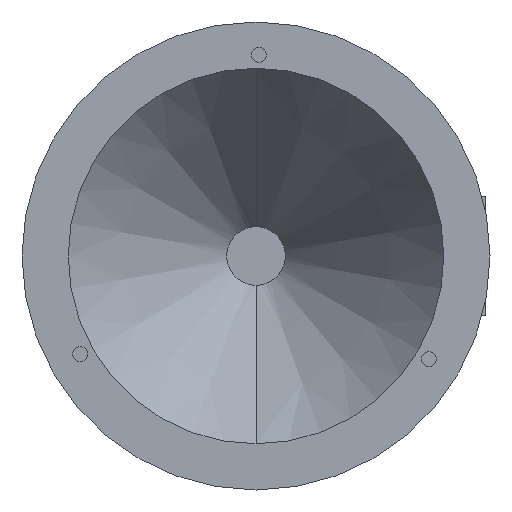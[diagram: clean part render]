
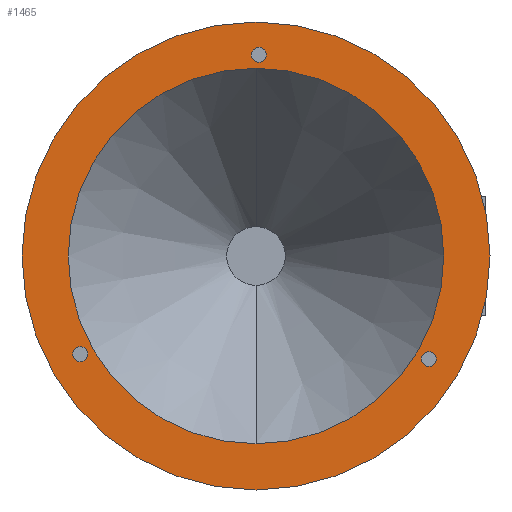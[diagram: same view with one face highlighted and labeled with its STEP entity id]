
A CAD part, front view. The second image highlights one B-rep face of the part: STEP entity #1465.
In plain terms, the highlighted planar face has unit normal (0, -1, 0).
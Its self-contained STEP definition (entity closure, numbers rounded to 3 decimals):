
#28 = VERTEX_POINT ( 'NONE', #846 ) ;
#50 = DIRECTION ( 'NONE',  ( 0., 0., -1. ) ) ;
#57 = CARTESIAN_POINT ( 'NONE',  ( 1.441, 0., 97.723 ) ) ;
#66 = EDGE_CURVE ( 'NONE', #126, #636, #1018, .T. ) ;
#77 = VERTEX_POINT ( 'NONE', #1219 ) ;
#94 = EDGE_CURVE ( 'NONE', #77, #367, #99, .T. ) ;
#96 = ORIENTED_EDGE ( 'NONE', *, *, #788, .F. ) ;
#98 = CARTESIAN_POINT ( 'NONE',  ( 0., 0., 0. ) ) ;
#99 = CIRCLE ( 'NONE', #614, 118. ) ;
#120 = CARTESIAN_POINT ( 'NONE',  ( 87.164, 0., -55.745 ) ) ;
#126 = VERTEX_POINT ( 'NONE', #57 ) ;
#127 = AXIS2_PLACEMENT_3D ( 'NONE', #524, #1355, #637 ) ;
#140 = FACE_BOUND ( 'NONE', #504, .T. ) ;
#193 = DIRECTION ( 'NONE',  ( 0., 0., -1. ) ) ;
#218 = DIRECTION ( 'NONE',  ( 0., 0., 1. ) ) ;
#232 = PLANE ( 'NONE',  #794 ) ;
#261 = CARTESIAN_POINT ( 'NONE',  ( 0., 0., 0. ) ) ;
#286 = CARTESIAN_POINT ( 'NONE',  ( 0., 0., 0. ) ) ;
#306 = EDGE_CURVE ( 'NONE', #28, #1201, #714, .T. ) ;
#320 = VERTEX_POINT ( 'NONE', #901 ) ;
#322 = DIRECTION ( 'NONE',  ( 0., -1., 0. ) ) ;
#326 = EDGE_CURVE ( 'NONE', #367, #77, #450, .T. ) ;
#340 = EDGE_LOOP ( 'NONE', ( #731, #1234 ) ) ;
#349 = CIRCLE ( 'NONE', #903, 3.757 ) ;
#365 = AXIS2_PLACEMENT_3D ( 'NONE', #1015, #322, #1141 ) ;
#367 = VERTEX_POINT ( 'NONE', #1028 ) ;
#370 = EDGE_CURVE ( 'NONE', #1225, #1437, #640, .T. ) ;
#372 = DIRECTION ( 'NONE',  ( 0., 0., -1. ) ) ;
#397 = DIRECTION ( 'NONE',  ( 0., 0., 1. ) ) ;
#411 = ORIENTED_EDGE ( 'NONE', *, *, #1295, .F. ) ;
#414 = CARTESIAN_POINT ( 'NONE',  ( -88.604, 0., -53.249 ) ) ;
#425 = EDGE_LOOP ( 'NONE', ( #1153, #540 ) ) ;
#435 = DIRECTION ( 'NONE',  ( 0., -1., 0. ) ) ;
#445 = FACE_BOUND ( 'NONE', #340, .T. ) ;
#450 = CIRCLE ( 'NONE', #516, 118. ) ;
#464 = AXIS2_PLACEMENT_3D ( 'NONE', #261, #1072, #372 ) ;
#473 = AXIS2_PLACEMENT_3D ( 'NONE', #1451, #736, #50 ) ;
#504 = EDGE_LOOP ( 'NONE', ( #686, #411 ) ) ;
#514 = FACE_BOUND ( 'NONE', #425, .T. ) ;
#516 = AXIS2_PLACEMENT_3D ( 'NONE', #98, #906, #218 ) ;
#524 = CARTESIAN_POINT ( 'NONE',  ( 87.164, 0., -51.988 ) ) ;
#540 = ORIENTED_EDGE ( 'NONE', *, *, #967, .F. ) ;
#554 = ORIENTED_EDGE ( 'NONE', *, *, #326, .F. ) ;
#560 = CARTESIAN_POINT ( 'NONE',  ( 0., 0., 0. ) ) ;
#593 = DIRECTION ( 'NONE',  ( 0., -1., 0. ) ) ;
#607 = AXIS2_PLACEMENT_3D ( 'NONE', #1311, #593, #1433 ) ;
#614 = AXIS2_PLACEMENT_3D ( 'NONE', #286, #1100, #397 ) ;
#636 = VERTEX_POINT ( 'NONE', #1077 ) ;
#637 = DIRECTION ( 'NONE',  ( 0., 0., -1. ) ) ;
#640 = CIRCLE ( 'NONE', #746, 94.698 ) ;
#657 = CARTESIAN_POINT ( 'NONE',  ( 1.441, 0., 101.48 ) ) ;
#667 = CIRCLE ( 'NONE', #464, 94.698 ) ;
#686 = ORIENTED_EDGE ( 'NONE', *, *, #66, .F. ) ;
#709 = CIRCLE ( 'NONE', #607, 3.757 ) ;
#714 = CIRCLE ( 'NONE', #365, 3.757 ) ;
#722 = CIRCLE ( 'NONE', #127, 3.757 ) ;
#731 = ORIENTED_EDGE ( 'NONE', *, *, #370, .F. ) ;
#736 = DIRECTION ( 'NONE',  ( 0., -1., 0. ) ) ;
#746 = AXIS2_PLACEMENT_3D ( 'NONE', #560, #1394, #193 ) ;
#775 = ORIENTED_EDGE ( 'NONE', *, *, #94, .F. ) ;
#778 = DIRECTION ( 'NONE',  ( 0., 0., -1. ) ) ;
#788 = EDGE_CURVE ( 'NONE', #1201, #28, #1494, .T. ) ;
#794 = AXIS2_PLACEMENT_3D ( 'NONE', #1519, #804, #809 ) ;
#804 = DIRECTION ( 'NONE',  ( 0., 1., 0. ) ) ;
#809 = DIRECTION ( 'NONE',  ( 0., 0., 1. ) ) ;
#846 = CARTESIAN_POINT ( 'NONE',  ( -88.604, 0., -45.735 ) ) ;
#878 = CARTESIAN_POINT ( 'NONE',  ( 0., 0., -94.698 ) ) ;
#901 = CARTESIAN_POINT ( 'NONE',  ( 87.164, 0., -48.23 ) ) ;
#903 = AXIS2_PLACEMENT_3D ( 'NONE', #657, #1492, #778 ) ;
#906 = DIRECTION ( 'NONE',  ( 0., 1., 0. ) ) ;
#913 = CARTESIAN_POINT ( 'NONE',  ( 0., 0., 94.698 ) ) ;
#947 = ORIENTED_EDGE ( 'NONE', *, *, #306, .F. ) ;
#956 = EDGE_CURVE ( 'NONE', #1437, #1225, #667, .T. ) ;
#967 = EDGE_CURVE ( 'NONE', #320, #1489, #709, .T. ) ;
#1015 = CARTESIAN_POINT ( 'NONE',  ( -88.604, 0., -49.492 ) ) ;
#1018 = CIRCLE ( 'NONE', #473, 3.757 ) ;
#1028 = CARTESIAN_POINT ( 'NONE',  ( 0., 0., -118. ) ) ;
#1072 = DIRECTION ( 'NONE',  ( 0., -1., 0. ) ) ;
#1077 = CARTESIAN_POINT ( 'NONE',  ( 1.441, 0., 105.237 ) ) ;
#1100 = DIRECTION ( 'NONE',  ( 0., 1., 0. ) ) ;
#1103 = FACE_BOUND ( 'NONE', #1262, .T. ) ;
#1135 = CARTESIAN_POINT ( 'NONE',  ( -88.604, 0., -49.492 ) ) ;
#1141 = DIRECTION ( 'NONE',  ( 0., 0., -1. ) ) ;
#1146 = EDGE_LOOP ( 'NONE', ( #554, #775 ) ) ;
#1153 = ORIENTED_EDGE ( 'NONE', *, *, #1194, .F. ) ;
#1194 = EDGE_CURVE ( 'NONE', #1489, #320, #722, .T. ) ;
#1201 = VERTEX_POINT ( 'NONE', #414 ) ;
#1203 = AXIS2_PLACEMENT_3D ( 'NONE', #1135, #435, #1257 ) ;
#1219 = CARTESIAN_POINT ( 'NONE',  ( 0., 0., 118. ) ) ;
#1225 = VERTEX_POINT ( 'NONE', #878 ) ;
#1234 = ORIENTED_EDGE ( 'NONE', *, *, #956, .F. ) ;
#1257 = DIRECTION ( 'NONE',  ( 0., 0., -1. ) ) ;
#1262 = EDGE_LOOP ( 'NONE', ( #96, #947 ) ) ;
#1295 = EDGE_CURVE ( 'NONE', #636, #126, #349, .T. ) ;
#1311 = CARTESIAN_POINT ( 'NONE',  ( 87.164, 0., -51.988 ) ) ;
#1345 = FACE_OUTER_BOUND ( 'NONE', #1146, .T. ) ;
#1355 = DIRECTION ( 'NONE',  ( 0., -1., 0. ) ) ;
#1394 = DIRECTION ( 'NONE',  ( 0., -1., 0. ) ) ;
#1433 = DIRECTION ( 'NONE',  ( 0., 0., -1. ) ) ;
#1437 = VERTEX_POINT ( 'NONE', #913 ) ;
#1451 = CARTESIAN_POINT ( 'NONE',  ( 1.441, 0., 101.48 ) ) ;
#1465 = ADVANCED_FACE ( 'NONE', ( #1103, #514, #140, #445, #1345 ), #232, .F. ) ;
#1489 = VERTEX_POINT ( 'NONE', #120 ) ;
#1492 = DIRECTION ( 'NONE',  ( 0., -1., 0. ) ) ;
#1494 = CIRCLE ( 'NONE', #1203, 3.757 ) ;
#1519 = CARTESIAN_POINT ( 'NONE',  ( 0., 0., 0. ) ) ;
